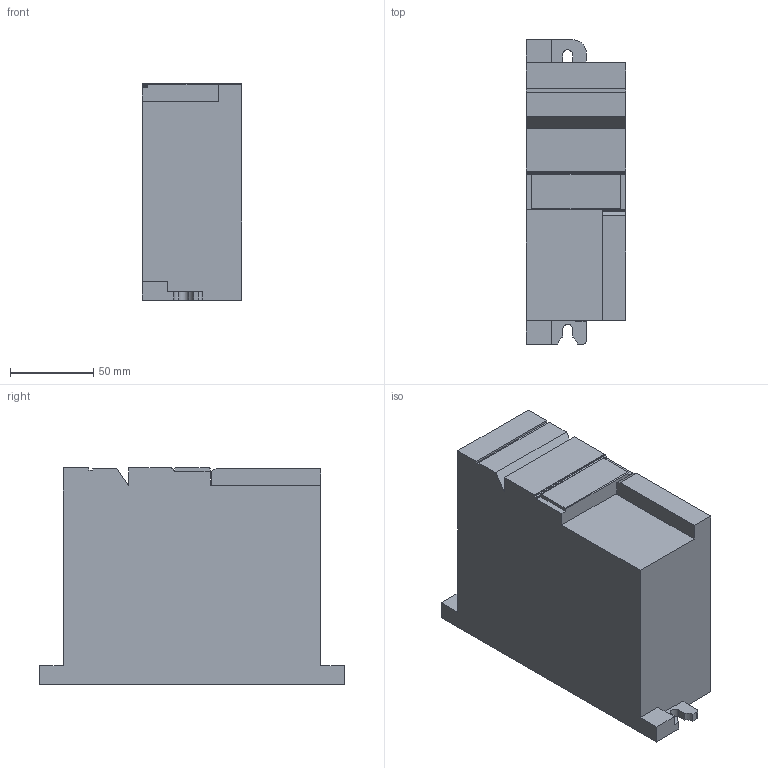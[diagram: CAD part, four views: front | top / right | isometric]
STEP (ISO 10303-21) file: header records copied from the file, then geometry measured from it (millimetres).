
FILE_DESCRIPTION(/* description */ (''),/* implementation_level */ '2;1');
FILE_NAME(/* name */ '3d_VLA104A240.stp',/* time_stamp */ '2018-12-14T07:59:06+01:00',/* author */ ('Andrzej'),/* organization */ (''),/* preprocessor_version */ 'ST-DEVELOPER v16.13',/* originating_system */ 'AutoCAD Mechanical',/* authorisation */ '');
FILE_SCHEMA (('AUTOMOTIVE_DESIGN { 1 0 10303 214 3 1 1 }'));
Length unit declared in the file: millimetre
Products named in the file (1): Product
Bounding box: 60 x 183 x 130 mm (x, y, z)
Volume: 1180022.3 mm3; surface area: 78466.6 mm2
Topology: 1 solids, 1 shells, 59 faces, 2041 edges, 3785 vertices
Faces by surface type: plane 44, cylinder 15
Entity records: 17050 total; most frequent: CARTESIAN_POINT 5949, DIRECTION 2316, LINE 1886, VECTOR 1886, STYLED_ITEM 1867, TRIMMED_CURVE 1866, ORIENTED_EDGE 352, AXIS2_PLACEMENT_3D 215
